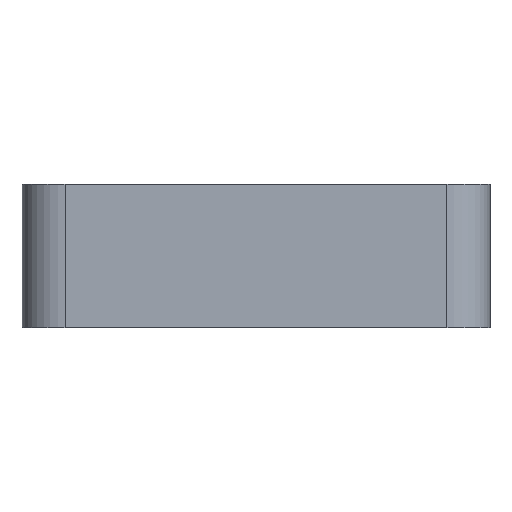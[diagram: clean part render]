
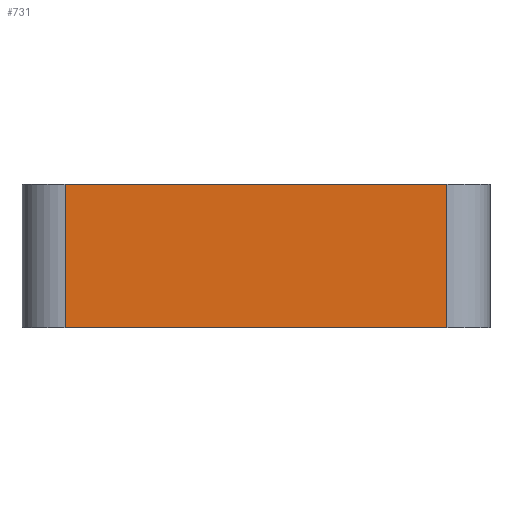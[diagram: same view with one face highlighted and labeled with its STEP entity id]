
A CAD part, left-side view. The second image highlights one B-rep face of the part: STEP entity #731.
In plain terms, the highlighted planar face has unit normal (-1, 0, 0).
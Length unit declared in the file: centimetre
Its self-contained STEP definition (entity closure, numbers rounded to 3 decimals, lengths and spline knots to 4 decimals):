
#22=VECTOR('',#861,1.);
#23=VECTOR('',#865,1.);
#28=VECTOR('',#876,1.);
#30=VECTOR('',#879,1.);
#40=LINE('',#1315,#22);
#41=LINE('',#1320,#23);
#46=LINE('',#1334,#28);
#48=LINE('',#1337,#30);
#357=PLANE('',#779);
#411=VERTEX_POINT('',#1302);
#417=VERTEX_POINT('',#1314);
#418=VERTEX_POINT('',#1318);
#420=VERTEX_POINT('',#1321);
#469=EDGE_CURVE('',#411,#417,#40,.T.);
#471=EDGE_CURVE('',#420,#418,#41,.T.);
#478=EDGE_CURVE('',#411,#418,#46,.T.);
#480=EDGE_CURVE('',#420,#417,#48,.T.);
#554=ORIENTED_EDGE('',*,*,#478,.F.);
#555=ORIENTED_EDGE('',*,*,#469,.T.);
#556=ORIENTED_EDGE('',*,*,#480,.F.);
#557=ORIENTED_EDGE('',*,*,#471,.T.);
#637=EDGE_LOOP('',(#554,#555,#556,#557));
#699=FACE_BOUND('',#637,.T.);
#731=ADVANCED_FACE('',(#699),#357,.T.);
#779=AXIS2_PLACEMENT_3D('',#1336,#878,$);
#861=DIRECTION('',(0.,1.,0.));
#865=DIRECTION('',(0.,-1.,0.));
#876=DIRECTION('',(0.,0.,-1.));
#878=DIRECTION('',(-1.,0.,0.));
#879=DIRECTION('',(0.,0.,1.));
#1302=CARTESIAN_POINT('',(-3.302,-1.6891,0.635));
#1314=CARTESIAN_POINT('',(-3.302,1.6891,0.635));
#1315=CARTESIAN_POINT('',(-3.302,2.0701,0.635));
#1318=CARTESIAN_POINT('',(-3.302,-1.6891,-0.635));
#1320=CARTESIAN_POINT('',(-3.302,2.0701,-0.635));
#1321=CARTESIAN_POINT('',(-3.302,1.6891,-0.635));
#1334=CARTESIAN_POINT('',(-3.302,-1.6891,-0.635));
#1336=CARTESIAN_POINT('',(-3.302,0.,-0.635));
#1337=CARTESIAN_POINT('',(-3.302,1.6891,-0.635));
